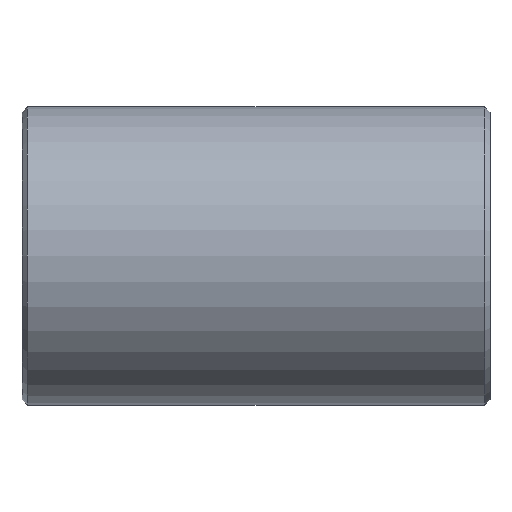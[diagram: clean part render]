
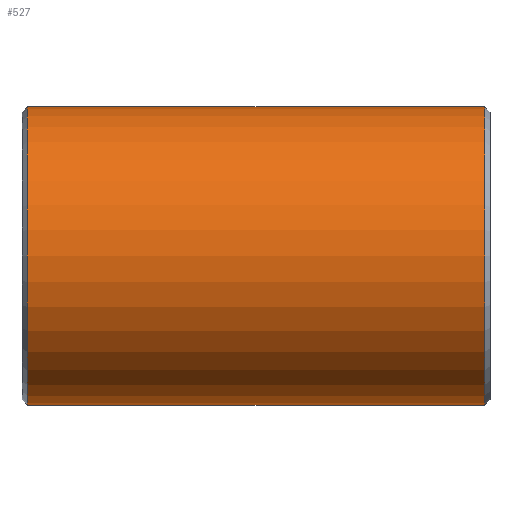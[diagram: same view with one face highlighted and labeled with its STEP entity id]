
A CAD part, front view. The second image highlights one B-rep face of the part: STEP entity #527.
In plain terms, the highlighted cylindrical face has radius 161.925 mm (diameter 323.85 mm), a partial arc.
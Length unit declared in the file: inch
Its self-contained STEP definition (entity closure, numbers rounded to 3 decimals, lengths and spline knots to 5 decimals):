
#9 = ORIENTED_EDGE ( 'NONE', *, *, #564, .T. ) ;
#13 = LINE ( 'NONE', #336, #525 ) ;
#21 = LINE ( 'NONE', #153, #315 ) ;
#23 = CARTESIAN_POINT ( 'NONE',  ( -9.77067, 0., -6.375 ) ) ;
#44 = VERTEX_POINT ( 'NONE', #251 ) ;
#56 = VERTEX_POINT ( 'NONE', #117 ) ;
#60 = DIRECTION ( 'NONE',  ( -1., 0., 0. ) ) ;
#73 = VECTOR ( 'NONE', #155, 39.37008 ) ;
#101 = CARTESIAN_POINT ( 'NONE',  ( 10., 0., 0. ) ) ;
#104 = LINE ( 'NONE', #523, #73 ) ;
#114 = FACE_OUTER_BOUND ( 'NONE', #369, .T. ) ;
#117 = CARTESIAN_POINT ( 'NONE',  ( 9.77067, 0., 6.375 ) ) ;
#121 = VERTEX_POINT ( 'NONE', #150 ) ;
#129 = EDGE_CURVE ( 'NONE', #359, #44, #248, .T. ) ;
#137 = EDGE_CURVE ( 'NONE', #359, #56, #401, .T. ) ;
#148 = AXIS2_PLACEMENT_3D ( 'NONE', #101, #238, #295 ) ;
#150 = CARTESIAN_POINT ( 'NONE',  ( 0., 0., 6.375 ) ) ;
#153 = CARTESIAN_POINT ( 'NONE',  ( 10., 0., -6.375 ) ) ;
#155 = DIRECTION ( 'NONE',  ( -1., 0., 0. ) ) ;
#159 = EDGE_CURVE ( 'NONE', #44, #586, #21, .T. ) ;
#190 = DIRECTION ( 'NONE',  ( 0., 0., 1. ) ) ;
#230 = ORIENTED_EDGE ( 'NONE', *, *, #137, .T. ) ;
#238 = DIRECTION ( 'NONE',  ( -1., 0., 0. ) ) ;
#248 = LINE ( 'NONE', #520, #578 ) ;
#251 = CARTESIAN_POINT ( 'NONE',  ( 0., 0., -6.375 ) ) ;
#283 = ORIENTED_EDGE ( 'NONE', *, *, #129, .F. ) ;
#285 = CARTESIAN_POINT ( 'NONE',  ( -9.77067, 0., 6.375 ) ) ;
#291 = CARTESIAN_POINT ( 'NONE',  ( 9.77067, 0., 0. ) ) ;
#295 = DIRECTION ( 'NONE',  ( 0., 0., 1. ) ) ;
#301 = ORIENTED_EDGE ( 'NONE', *, *, #159, .F. ) ;
#315 = VECTOR ( 'NONE', #337, 39.37008 ) ;
#332 = DIRECTION ( 'NONE',  ( -1., 0., 0. ) ) ;
#333 = DIRECTION ( 'NONE',  ( 1., 0., 0. ) ) ;
#336 = CARTESIAN_POINT ( 'NONE',  ( 10., 0., 6.375 ) ) ;
#337 = DIRECTION ( 'NONE',  ( -1., 0., 0. ) ) ;
#359 = VERTEX_POINT ( 'NONE', #463 ) ;
#365 = ORIENTED_EDGE ( 'NONE', *, *, #482, .T. ) ;
#369 = EDGE_LOOP ( 'NONE', ( #283, #230, #560, #365, #9, #301 ) ) ;
#378 = CIRCLE ( 'NONE', #534, 6.375 ) ;
#401 = CIRCLE ( 'NONE', #519, 6.375 ) ;
#422 = CARTESIAN_POINT ( 'NONE',  ( -9.77067, 0., 0. ) ) ;
#463 = CARTESIAN_POINT ( 'NONE',  ( 9.77067, 0., -6.375 ) ) ;
#474 = DIRECTION ( 'NONE',  ( 0., 0., -1. ) ) ;
#477 = CYLINDRICAL_SURFACE ( 'NONE', #148, 6.375 ) ;
#482 = EDGE_CURVE ( 'NONE', #121, #552, #13, .T. ) ;
#503 = EDGE_CURVE ( 'NONE', #56, #121, #104, .T. ) ;
#519 = AXIS2_PLACEMENT_3D ( 'NONE', #291, #60, #474 ) ;
#520 = CARTESIAN_POINT ( 'NONE',  ( 10., 0., -6.375 ) ) ;
#523 = CARTESIAN_POINT ( 'NONE',  ( 10., 0., 6.375 ) ) ;
#525 = VECTOR ( 'NONE', #561, 39.37008 ) ;
#527 = ADVANCED_FACE ( 'NONE', ( #114 ), #477, .T. ) ;
#534 = AXIS2_PLACEMENT_3D ( 'NONE', #422, #333, #190 ) ;
#552 = VERTEX_POINT ( 'NONE', #285 ) ;
#560 = ORIENTED_EDGE ( 'NONE', *, *, #503, .T. ) ;
#561 = DIRECTION ( 'NONE',  ( -1., 0., 0. ) ) ;
#564 = EDGE_CURVE ( 'NONE', #552, #586, #378, .T. ) ;
#578 = VECTOR ( 'NONE', #332, 39.37008 ) ;
#586 = VERTEX_POINT ( 'NONE', #23 ) ;
